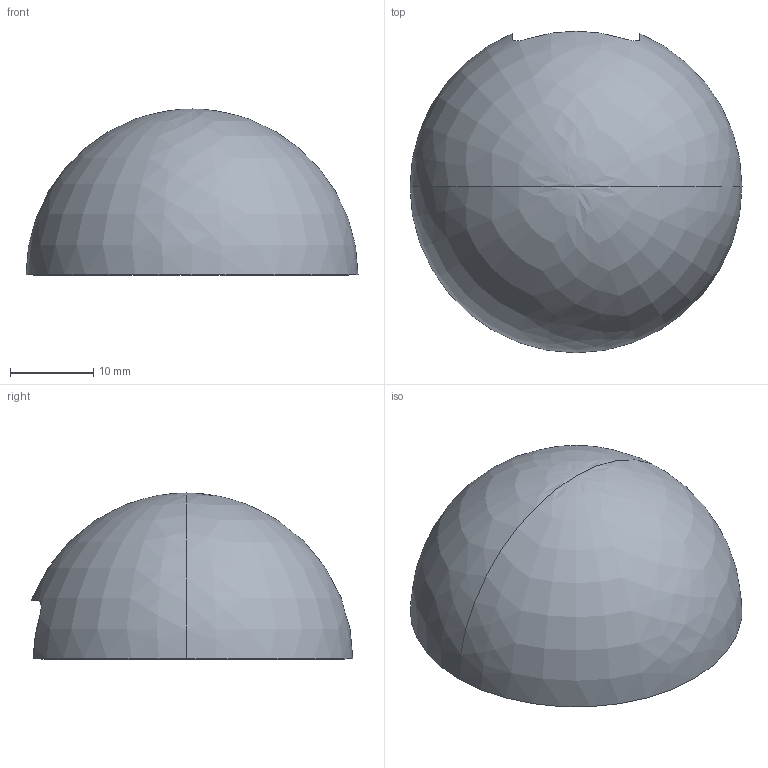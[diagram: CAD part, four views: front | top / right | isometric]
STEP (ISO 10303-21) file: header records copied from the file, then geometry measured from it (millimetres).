
FILE_DESCRIPTION(/* description */ (''),/* implementation_level */ '2;1');
FILE_NAME(/* name */ 'structure_hat_v3',/* time_stamp */ '2025-06-23T18:11:28+02:00',/* author */ (''),/* organization */ (''),/* preprocessor_version */ 'ST-DEVELOPER v19.2',/* originating_system */ 'Rhino 8.12',/* authorisation */ '');
FILE_SCHEMA (('CONFIG_CONTROL_DESIGN'));
Length unit declared in the file: millimetre
Products named in the file (1): Document
Bounding box: 40 x 38.74 x 20 mm (x, y, z)
Volume: 3306.7 mm3; surface area: 4651.4 mm2
Topology: 1 solids, 1 shells, 10 faces, 30 edges, 18 vertices
Faces by surface type: bspline 4, plane 4, cylinder 2
Entity records: 540 total; most frequent: CARTESIAN_POINT 252, ORIENTED_EDGE 52, EDGE_CURVE 26, DIRECTION 26, VERTEX_POINT 18, AXIS2_PLACEMENT_3D 16, B_SPLINE_CURVE_WITH_KNOTS 12, ADVANCED_FACE 10
